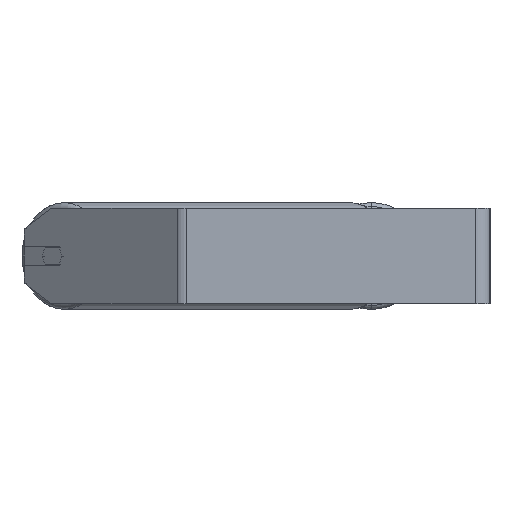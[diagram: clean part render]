
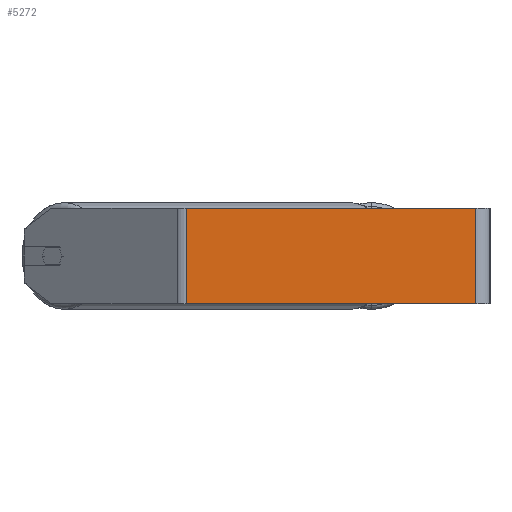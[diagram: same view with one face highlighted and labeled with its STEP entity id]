
A CAD part, left-side view. The second image highlights one B-rep face of the part: STEP entity #5272.
In plain terms, the highlighted planar face has unit normal (-1, 0, 0).
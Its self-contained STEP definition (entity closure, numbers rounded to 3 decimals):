
#38 = ORIENTED_EDGE ( 'NONE', *, *, #7673, .T. ) ;
#449 = CARTESIAN_POINT ( 'NONE',  ( -620., 253.173, 40. ) ) ;
#705 = CARTESIAN_POINT ( 'NONE',  ( -620., 12., 40. ) ) ;
#865 = PLANE ( 'NONE',  #4304 ) ;
#1108 = CARTESIAN_POINT ( 'NONE',  ( -620., 253.173, -40. ) ) ;
#1272 = ORIENTED_EDGE ( 'NONE', *, *, #5382, .F. ) ;
#1281 = LINE ( 'NONE', #449, #7985 ) ;
#1464 = VECTOR ( 'NONE', #7466, 1000. ) ;
#1622 = DIRECTION ( 'NONE',  ( 0., -1., 0. ) ) ;
#2164 = CARTESIAN_POINT ( 'NONE',  ( -620., 257.541, 40. ) ) ;
#2252 = DIRECTION ( 'NONE',  ( 0., 0., -1. ) ) ;
#2476 = VERTEX_POINT ( 'NONE', #7158 ) ;
#3072 = VERTEX_POINT ( 'NONE', #705 ) ;
#4304 = AXIS2_PLACEMENT_3D ( 'NONE', #5493, #8313, #2252 ) ;
#4367 = LINE ( 'NONE', #5755, #5713 ) ;
#4587 = VECTOR ( 'NONE', #1622, 1000. ) ;
#4765 = EDGE_CURVE ( 'NONE', #8564, #2476, #5589, .T. ) ;
#5272 = ADVANCED_FACE ( 'NONE', ( #6849 ), #865, .F. ) ;
#5329 = ORIENTED_EDGE ( 'NONE', *, *, #4765, .T. ) ;
#5382 = EDGE_CURVE ( 'NONE', #3072, #2476, #4367, .T. ) ;
#5493 = CARTESIAN_POINT ( 'NONE',  ( -620., 257.541, 40. ) ) ;
#5589 = LINE ( 'NONE', #8182, #1464 ) ;
#5713 = VECTOR ( 'NONE', #6400, 1000. ) ;
#5755 = CARTESIAN_POINT ( 'NONE',  ( -620., 12., 40. ) ) ;
#5985 = DIRECTION ( 'NONE',  ( 0., 0., -1. ) ) ;
#6400 = DIRECTION ( 'NONE',  ( 0., 0., -1. ) ) ;
#6542 = VERTEX_POINT ( 'NONE', #8314 ) ;
#6634 = EDGE_CURVE ( 'NONE', #6542, #3072, #8272, .T. ) ;
#6849 = FACE_OUTER_BOUND ( 'NONE', #7239, .T. ) ;
#7158 = CARTESIAN_POINT ( 'NONE',  ( -620., 12., -40. ) ) ;
#7239 = EDGE_LOOP ( 'NONE', ( #5329, #1272, #8504, #38 ) ) ;
#7466 = DIRECTION ( 'NONE',  ( 0., -1., 0. ) ) ;
#7673 = EDGE_CURVE ( 'NONE', #6542, #8564, #1281, .T. ) ;
#7985 = VECTOR ( 'NONE', #5985, 1000. ) ;
#8182 = CARTESIAN_POINT ( 'NONE',  ( -620., 257.541, -40. ) ) ;
#8272 = LINE ( 'NONE', #2164, #4587 ) ;
#8313 = DIRECTION ( 'NONE',  ( 1., 0., 0. ) ) ;
#8314 = CARTESIAN_POINT ( 'NONE',  ( -620., 253.173, 40. ) ) ;
#8504 = ORIENTED_EDGE ( 'NONE', *, *, #6634, .F. ) ;
#8564 = VERTEX_POINT ( 'NONE', #1108 ) ;
